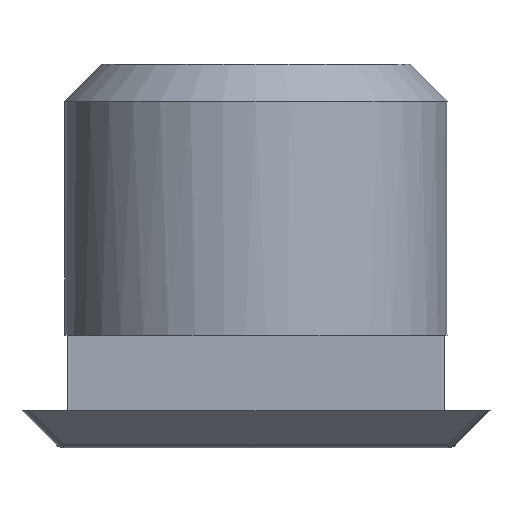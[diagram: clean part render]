
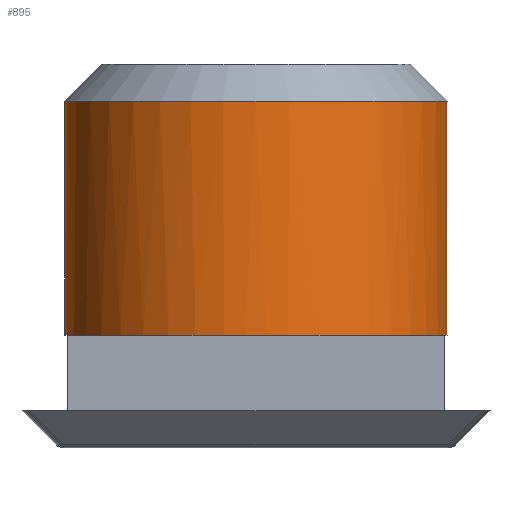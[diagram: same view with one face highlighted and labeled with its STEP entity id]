
A CAD part, front view. The second image highlights one B-rep face of the part: STEP entity #895.
In plain terms, the highlighted cylindrical face has radius 36 mm (diameter 72 mm), a full revolution.
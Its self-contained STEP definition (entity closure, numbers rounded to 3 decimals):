
#44=CYLINDRICAL_SURFACE('',#977,36.);
#229=ORIENTED_EDGE('',*,*,#479,.T.);
#230=ORIENTED_EDGE('',*,*,#488,.F.);
#231=ORIENTED_EDGE('',*,*,#486,.F.);
#232=ORIENTED_EDGE('',*,*,#489,.F.);
#233=ORIENTED_EDGE('',*,*,#484,.F.);
#234=ORIENTED_EDGE('',*,*,#490,.F.);
#235=ORIENTED_EDGE('',*,*,#482,.F.);
#236=ORIENTED_EDGE('',*,*,#491,.F.);
#237=ORIENTED_EDGE('',*,*,#480,.F.);
#479=EDGE_CURVE('',#609,#609,#683,.T.);
#480=EDGE_CURVE('',#610,#611,#684,.T.);
#482=EDGE_CURVE('',#612,#613,#685,.T.);
#484=EDGE_CURVE('',#614,#615,#686,.T.);
#486=EDGE_CURVE('',#616,#617,#687,.T.);
#488=EDGE_CURVE('',#617,#610,#688,.T.);
#489=EDGE_CURVE('',#615,#616,#689,.T.);
#490=EDGE_CURVE('',#613,#614,#690,.T.);
#491=EDGE_CURVE('',#611,#612,#691,.T.);
#609=VERTEX_POINT('',#1388);
#610=VERTEX_POINT('',#1391);
#611=VERTEX_POINT('',#1392);
#612=VERTEX_POINT('',#1396);
#613=VERTEX_POINT('',#1397);
#614=VERTEX_POINT('',#1401);
#615=VERTEX_POINT('',#1402);
#616=VERTEX_POINT('',#1406);
#617=VERTEX_POINT('',#1407);
#683=CIRCLE('',#968,36.);
#684=CIRCLE('',#970,36.);
#685=CIRCLE('',#972,36.);
#686=CIRCLE('',#974,36.);
#687=CIRCLE('',#976,36.);
#688=CIRCLE('',#978,36.);
#689=CIRCLE('',#979,36.);
#690=CIRCLE('',#980,36.);
#691=CIRCLE('',#981,36.);
#731=EDGE_LOOP('',(#229));
#732=EDGE_LOOP('',(#230,#231,#232,#233,#234,#235,#236,#237));
#799=FACE_BOUND('',#731,.T.);
#800=FACE_BOUND('',#732,.T.);
#895=ADVANCED_FACE('',(#799,#800),#44,.T.);
#968=AXIS2_PLACEMENT_3D('',#1387,#1086,#1087);
#970=AXIS2_PLACEMENT_3D('',#1390,#1090,#1091);
#972=AXIS2_PLACEMENT_3D('',#1395,#1095,#1096);
#974=AXIS2_PLACEMENT_3D('',#1400,#1100,#1101);
#976=AXIS2_PLACEMENT_3D('',#1405,#1105,#1106);
#977=AXIS2_PLACEMENT_3D('',#1409,#1108,#1109);
#978=AXIS2_PLACEMENT_3D('',#1410,#1110,#1111);
#979=AXIS2_PLACEMENT_3D('',#1411,#1112,#1113);
#980=AXIS2_PLACEMENT_3D('',#1412,#1114,#1115);
#981=AXIS2_PLACEMENT_3D('',#1413,#1116,#1117);
#1086=DIRECTION('',(0.,0.,-1.));
#1087=DIRECTION('',(-1.,0.,0.));
#1090=DIRECTION('',(0.,0.,-1.));
#1091=DIRECTION('',(0.,1.,0.));
#1095=DIRECTION('',(0.,0.,-1.));
#1096=DIRECTION('',(0.,1.,0.));
#1100=DIRECTION('',(0.,0.,-1.));
#1101=DIRECTION('',(0.,1.,0.));
#1105=DIRECTION('',(0.,0.,-1.));
#1106=DIRECTION('',(0.,1.,0.));
#1108=DIRECTION('',(0.,0.,-1.));
#1109=DIRECTION('',(-1.,0.,0.));
#1110=DIRECTION('',(0.,0.,-1.));
#1111=DIRECTION('',(0.,1.,0.));
#1112=DIRECTION('',(0.,0.,-1.));
#1113=DIRECTION('',(0.,1.,0.));
#1114=DIRECTION('',(0.,0.,-1.));
#1115=DIRECTION('',(0.,1.,0.));
#1116=DIRECTION('',(0.,0.,-1.));
#1117=DIRECTION('',(0.,1.,0.));
#1387=CARTESIAN_POINT('',(0.,0.,57.9));
#1388=CARTESIAN_POINT('',(-36.,0.,57.9));
#1390=CARTESIAN_POINT('',(0.,0.,13.9));
#1391=CARTESIAN_POINT('',(35.5,5.979,13.9));
#1392=CARTESIAN_POINT('',(35.5,-5.979,13.9));
#1395=CARTESIAN_POINT('',(0.,0.,13.9));
#1396=CARTESIAN_POINT('',(5.979,-35.5,13.9));
#1397=CARTESIAN_POINT('',(-5.979,-35.5,13.9));
#1400=CARTESIAN_POINT('',(0.,0.,13.9));
#1401=CARTESIAN_POINT('',(-35.5,-5.979,13.9));
#1402=CARTESIAN_POINT('',(-35.5,5.979,13.9));
#1405=CARTESIAN_POINT('',(0.,0.,13.9));
#1406=CARTESIAN_POINT('',(-5.979,35.5,13.9));
#1407=CARTESIAN_POINT('',(5.979,35.5,13.9));
#1409=CARTESIAN_POINT('',(0.,0.,64.9));
#1410=CARTESIAN_POINT('',(0.,0.,13.9));
#1411=CARTESIAN_POINT('',(0.,0.,13.9));
#1412=CARTESIAN_POINT('',(0.,0.,13.9));
#1413=CARTESIAN_POINT('',(0.,0.,13.9));
